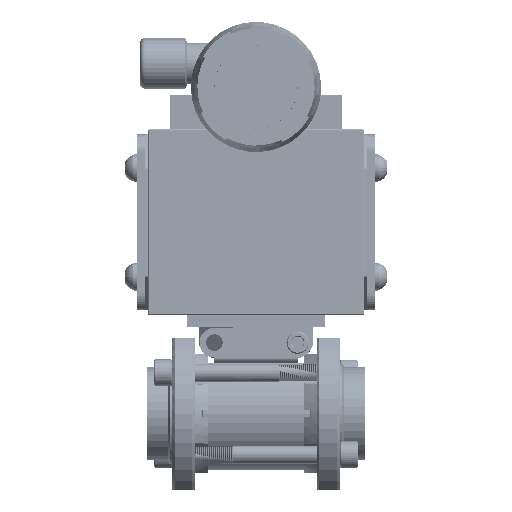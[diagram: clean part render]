
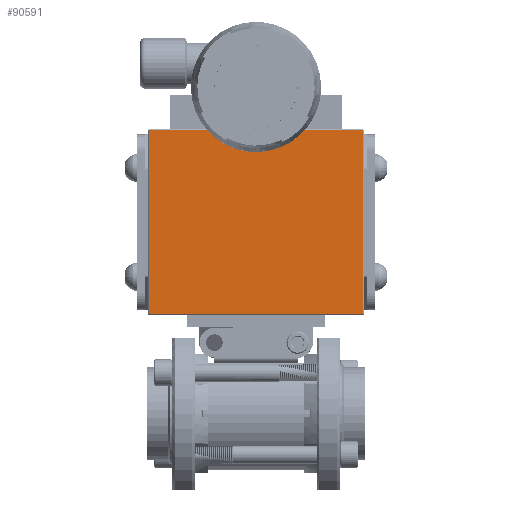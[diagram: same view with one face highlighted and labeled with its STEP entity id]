
A CAD part, top view. The second image highlights one B-rep face of the part: STEP entity #90591.
In plain terms, the highlighted planar face has unit normal (0, 0, 1).
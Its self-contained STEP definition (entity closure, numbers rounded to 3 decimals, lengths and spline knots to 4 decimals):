
#192 = VERTEX_POINT ( 'NONE', #686 ) ;
#367 = DIRECTION ( 'NONE',  ( 0., -1., 0. ) ) ;
#686 = CARTESIAN_POINT ( 'NONE',  ( -2.255, 5.954, 1.55 ) ) ;
#2984 = EDGE_CURVE ( 'NONE', #68875, #192, #190210, .T. ) ;
#3590 = VECTOR ( 'NONE', #57685, 39.3701 ) ;
#3765 = ORIENTED_EDGE ( 'NONE', *, *, #23271, .T. ) ;
#9478 = CARTESIAN_POINT ( 'NONE',  ( -2.255, 2.094, 1.55 ) ) ;
#23271 = EDGE_CURVE ( 'NONE', #35754, #42104, #158175, .T. ) ;
#35754 = VERTEX_POINT ( 'NONE', #9478 ) ;
#36674 = DIRECTION ( 'NONE',  ( 1., 0., 0. ) ) ;
#40687 = LINE ( 'NONE', #176799, #49998 ) ;
#40852 = VECTOR ( 'NONE', #161190, 39.3701 ) ;
#42104 = VERTEX_POINT ( 'NONE', #161763 ) ;
#43297 = CARTESIAN_POINT ( 'NONE',  ( 2.251, 5.974, 1.55 ) ) ;
#46566 = DIRECTION ( 'NONE',  ( 0., 0., -1. ) ) ;
#49998 = VECTOR ( 'NONE', #367, 39.3701 ) ;
#53120 = ORIENTED_EDGE ( 'NONE', *, *, #82271, .T. ) ;
#57685 = DIRECTION ( 'NONE',  ( -1., 0., 0. ) ) ;
#68875 = VERTEX_POINT ( 'NONE', #123450 ) ;
#80129 = LINE ( 'NONE', #43297, #40852 ) ;
#82271 = EDGE_CURVE ( 'NONE', #42104, #68875, #80129, .T. ) ;
#90591 = ADVANCED_FACE ( 'NONE', ( #108756 ), #178577, .F. ) ;
#108756 = FACE_OUTER_BOUND ( 'NONE', #184056, .T. ) ;
#112497 = EDGE_CURVE ( 'NONE', #192, #35754, #40687, .T. ) ;
#113999 = ORIENTED_EDGE ( 'NONE', *, *, #2984, .T. ) ;
#119034 = VECTOR ( 'NONE', #36674, 39.3701 ) ;
#123450 = CARTESIAN_POINT ( 'NONE',  ( 2.251, 5.954, 1.55 ) ) ;
#128481 = ORIENTED_EDGE ( 'NONE', *, *, #112497, .T. ) ;
#134256 = CARTESIAN_POINT ( 'NONE',  ( -2.275, 5.974, 1.55 ) ) ;
#149633 = DIRECTION ( 'NONE',  ( 0., -1., 0. ) ) ;
#158175 = LINE ( 'NONE', #183528, #119034 ) ;
#160774 = CARTESIAN_POINT ( 'NONE',  ( -2.275, 5.954, 1.55 ) ) ;
#161190 = DIRECTION ( 'NONE',  ( 0., 1., 0. ) ) ;
#161763 = CARTESIAN_POINT ( 'NONE',  ( 2.251, 2.094, 1.55 ) ) ;
#176799 = CARTESIAN_POINT ( 'NONE',  ( -2.255, 2.074, 1.55 ) ) ;
#178577 = PLANE ( 'NONE',  #190275 ) ;
#183528 = CARTESIAN_POINT ( 'NONE',  ( -2.275, 2.094, 1.55 ) ) ;
#184056 = EDGE_LOOP ( 'NONE', ( #53120, #113999, #128481, #3765 ) ) ;
#190210 = LINE ( 'NONE', #160774, #3590 ) ;
#190275 = AXIS2_PLACEMENT_3D ( 'NONE', #134256, #46566, #149633 ) ;
